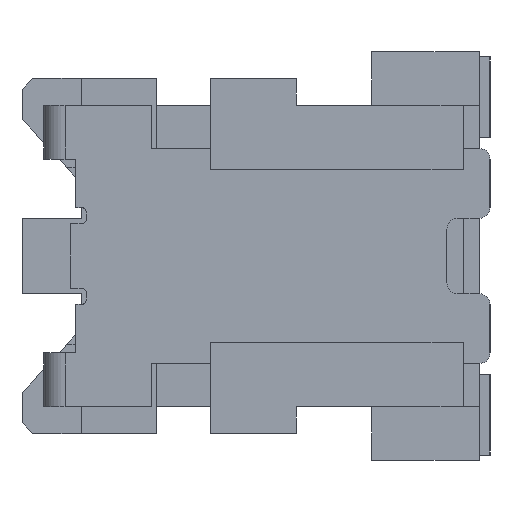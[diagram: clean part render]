
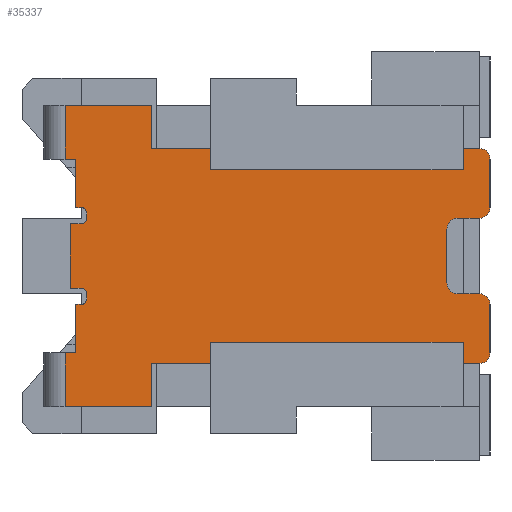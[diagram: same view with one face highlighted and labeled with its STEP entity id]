
A CAD part, left-side view. The second image highlights one B-rep face of the part: STEP entity #35337.
In plain terms, the highlighted planar face has unit normal (-1, 0, 0).
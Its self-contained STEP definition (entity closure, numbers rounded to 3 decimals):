
#784=CIRCLE('',#37227,0.1);
#786=CIRCLE('',#37231,0.1);
#789=CIRCLE('',#37236,0.1);
#797=CIRCLE('',#37246,0.1);
#802=CIRCLE('',#37265,0.05);
#803=CIRCLE('',#37268,0.05);
#804=CIRCLE('',#37273,0.05);
#805=CIRCLE('',#37276,0.05);
#810=CIRCLE('',#37291,0.1);
#811=CIRCLE('',#37294,0.1);
#2544=FACE_OUTER_BOUND('',#4461,.T.);
#4461=EDGE_LOOP('',(#31693,#31694,#31695,#31696,#31697,#31698,#31699,#31700,
#31701,#31702,#31703,#31704,#31705,#31706,#31707,#31708,#31709,#31710,#31711,
#31712,#31713,#31714,#31715,#31716,#31717,#31718,#31719,#31720,#31721,#31722,
#31723,#31724,#31725,#31726));
#9033=LINE('',#55471,#13749);
#9037=LINE('',#55483,#13753);
#9063=LINE('',#55555,#13779);
#9065=LINE('',#55559,#13781);
#9070=LINE('',#55572,#13786);
#9071=LINE('',#55575,#13787);
#9087=LINE('',#55613,#13803);
#9089=LINE('',#55617,#13805);
#9092=LINE('',#55622,#13808);
#9095=LINE('',#55630,#13811);
#9097=LINE('',#55637,#13813);
#9099=LINE('',#55641,#13815);
#9102=LINE('',#55646,#13818);
#9104=LINE('',#55653,#13820);
#9107=LINE('',#55661,#13823);
#9109=LINE('',#55665,#13825);
#9112=LINE('',#55672,#13828);
#9113=LINE('',#55675,#13829);
#9114=LINE('',#55679,#13830);
#9117=LINE('',#55687,#13833);
#9120=LINE('',#55692,#13836);
#9122=LINE('',#55698,#13838);
#9123=LINE('',#55701,#13839);
#9124=LINE('',#55704,#13840);
#13749=VECTOR('',#45554,0.5);
#13753=VECTOR('',#45566,0.2);
#13779=VECTOR('',#45620,3.05);
#13781=VECTOR('',#45624,0.4);
#13786=VECTOR('',#45635,0.8);
#13787=VECTOR('',#45638,0.5);
#13803=VECTOR('',#45672,0.1);
#13805=VECTOR('',#45676,0.45);
#13808=VECTOR('',#45681,0.05);
#13811=VECTOR('',#45690,0.05);
#13813=VECTOR('',#45698,0.1);
#13815=VECTOR('',#45702,0.6);
#13818=VECTOR('',#45707,0.1);
#13820=VECTOR('',#45715,0.05);
#13823=VECTOR('',#45724,0.05);
#13825=VECTOR('',#45728,0.45);
#13828=VECTOR('',#45737,0.1);
#13829=VECTOR('',#45740,0.5);
#13830=VECTOR('',#45745,0.8);
#13833=VECTOR('',#45756,0.4);
#13836=VECTOR('',#45761,3.05);
#13838=VECTOR('',#45769,0.45);
#13839=VECTOR('',#45772,0.45);
#13840=VECTOR('',#45775,0.2);
#17031=VERTEX_POINT('',#55460);
#17032=VERTEX_POINT('',#55462);
#17035=VERTEX_POINT('',#55469);
#17037=VERTEX_POINT('',#55475);
#17038=VERTEX_POINT('',#55480);
#17041=VERTEX_POINT('',#55488);
#17069=VERTEX_POINT('',#55548);
#17070=VERTEX_POINT('',#55550);
#17071=VERTEX_POINT('',#55554);
#17072=VERTEX_POINT('',#55558);
#17073=VERTEX_POINT('',#55562);
#17078=VERTEX_POINT('',#55574);
#17091=VERTEX_POINT('',#55612);
#17092=VERTEX_POINT('',#55616);
#17093=VERTEX_POINT('',#55620);
#17094=VERTEX_POINT('',#55624);
#17095=VERTEX_POINT('',#55628);
#17096=VERTEX_POINT('',#55632);
#17097=VERTEX_POINT('',#55636);
#17098=VERTEX_POINT('',#55640);
#17099=VERTEX_POINT('',#55644);
#17100=VERTEX_POINT('',#55648);
#17101=VERTEX_POINT('',#55652);
#17102=VERTEX_POINT('',#55656);
#17103=VERTEX_POINT('',#55660);
#17104=VERTEX_POINT('',#55664);
#17105=VERTEX_POINT('',#55668);
#17106=VERTEX_POINT('',#55674);
#17107=VERTEX_POINT('',#55678);
#17108=VERTEX_POINT('',#55686);
#17109=VERTEX_POINT('',#55690);
#17110=VERTEX_POINT('',#55694);
#17111=VERTEX_POINT('',#55700);
#17112=VERTEX_POINT('',#55702);
#21878=EDGE_CURVE('',#17032,#17031,#784,.T.);
#21882=EDGE_CURVE('',#17031,#17035,#9033,.T.);
#21885=EDGE_CURVE('',#17035,#17037,#786,.T.);
#21888=EDGE_CURVE('',#17037,#17038,#9037,.T.);
#21892=EDGE_CURVE('',#17038,#17041,#789,.T.);
#21922=EDGE_CURVE('',#17070,#17069,#797,.T.);
#21924=EDGE_CURVE('',#17071,#17070,#9063,.T.);
#21926=EDGE_CURVE('',#17072,#17071,#9065,.T.);
#21933=EDGE_CURVE('',#17073,#17072,#9070,.T.);
#21934=EDGE_CURVE('',#17078,#17073,#9071,.T.);
#21952=EDGE_CURVE('',#17091,#17078,#9087,.T.);
#21954=EDGE_CURVE('',#17092,#17091,#9089,.T.);
#21957=EDGE_CURVE('',#17093,#17092,#9092,.T.);
#21958=EDGE_CURVE('',#17094,#17093,#802,.T.);
#21961=EDGE_CURVE('',#17095,#17094,#9095,.T.);
#21962=EDGE_CURVE('',#17096,#17095,#803,.T.);
#21964=EDGE_CURVE('',#17097,#17096,#9097,.T.);
#21966=EDGE_CURVE('',#17098,#17097,#9099,.T.);
#21969=EDGE_CURVE('',#17099,#17098,#9102,.T.);
#21970=EDGE_CURVE('',#17100,#17099,#804,.T.);
#21972=EDGE_CURVE('',#17101,#17100,#9104,.T.);
#21974=EDGE_CURVE('',#17102,#17101,#805,.T.);
#21976=EDGE_CURVE('',#17103,#17102,#9107,.T.);
#21978=EDGE_CURVE('',#17104,#17103,#9109,.T.);
#21983=EDGE_CURVE('',#17105,#17104,#9112,.T.);
#21984=EDGE_CURVE('',#17106,#17105,#9113,.T.);
#21986=EDGE_CURVE('',#17107,#17106,#9114,.T.);
#21990=EDGE_CURVE('',#17108,#17107,#9117,.T.);
#21993=EDGE_CURVE('',#17109,#17108,#9120,.T.);
#21994=EDGE_CURVE('',#17110,#17109,#810,.T.);
#21996=EDGE_CURVE('',#17041,#17110,#9122,.T.);
#21997=EDGE_CURVE('',#17069,#17111,#9123,.T.);
#21998=EDGE_CURVE('',#17111,#17112,#811,.T.);
#21999=EDGE_CURVE('',#17112,#17032,#9124,.T.);
#31693=ORIENTED_EDGE('',*,*,#21922,.T.);
#31694=ORIENTED_EDGE('',*,*,#21997,.T.);
#31695=ORIENTED_EDGE('',*,*,#21998,.T.);
#31696=ORIENTED_EDGE('',*,*,#21999,.T.);
#31697=ORIENTED_EDGE('',*,*,#21878,.T.);
#31698=ORIENTED_EDGE('',*,*,#21882,.T.);
#31699=ORIENTED_EDGE('',*,*,#21885,.T.);
#31700=ORIENTED_EDGE('',*,*,#21888,.T.);
#31701=ORIENTED_EDGE('',*,*,#21892,.T.);
#31702=ORIENTED_EDGE('',*,*,#21996,.T.);
#31703=ORIENTED_EDGE('',*,*,#21994,.T.);
#31704=ORIENTED_EDGE('',*,*,#21993,.T.);
#31705=ORIENTED_EDGE('',*,*,#21990,.T.);
#31706=ORIENTED_EDGE('',*,*,#21986,.T.);
#31707=ORIENTED_EDGE('',*,*,#21984,.T.);
#31708=ORIENTED_EDGE('',*,*,#21983,.T.);
#31709=ORIENTED_EDGE('',*,*,#21978,.T.);
#31710=ORIENTED_EDGE('',*,*,#21976,.T.);
#31711=ORIENTED_EDGE('',*,*,#21974,.T.);
#31712=ORIENTED_EDGE('',*,*,#21972,.T.);
#31713=ORIENTED_EDGE('',*,*,#21970,.T.);
#31714=ORIENTED_EDGE('',*,*,#21969,.T.);
#31715=ORIENTED_EDGE('',*,*,#21966,.T.);
#31716=ORIENTED_EDGE('',*,*,#21964,.T.);
#31717=ORIENTED_EDGE('',*,*,#21962,.T.);
#31718=ORIENTED_EDGE('',*,*,#21961,.T.);
#31719=ORIENTED_EDGE('',*,*,#21958,.T.);
#31720=ORIENTED_EDGE('',*,*,#21957,.T.);
#31721=ORIENTED_EDGE('',*,*,#21954,.T.);
#31722=ORIENTED_EDGE('',*,*,#21952,.T.);
#31723=ORIENTED_EDGE('',*,*,#21934,.T.);
#31724=ORIENTED_EDGE('',*,*,#21933,.T.);
#31725=ORIENTED_EDGE('',*,*,#21926,.T.);
#31726=ORIENTED_EDGE('',*,*,#21924,.T.);
#33598=PLANE('',#37293);
#35337=ADVANCED_FACE('',(#2544),#33598,.T.);
#37227=AXIS2_PLACEMENT_3D('',#55463,#45546,#45547);
#37231=AXIS2_PLACEMENT_3D('',#55477,#45559,#45560);
#37236=AXIS2_PLACEMENT_3D('',#55490,#45573,#45574);
#37246=AXIS2_PLACEMENT_3D('',#55551,#45615,#45616);
#37265=AXIS2_PLACEMENT_3D('',#55625,#45684,#45685);
#37268=AXIS2_PLACEMENT_3D('',#55633,#45693,#45694);
#37273=AXIS2_PLACEMENT_3D('',#55649,#45710,#45711);
#37276=AXIS2_PLACEMENT_3D('',#55657,#45719,#45720);
#37291=AXIS2_PLACEMENT_3D('',#55695,#45764,#45765);
#37293=AXIS2_PLACEMENT_3D('',#55699,#45770,#45771);
#37294=AXIS2_PLACEMENT_3D('',#55703,#45773,#45774);
#45546=DIRECTION('center_axis',(1.,0.,0.));
#45547=DIRECTION('ref_axis',(0.,0.,-1.));
#45554=DIRECTION('',(0.,0.,1.));
#45559=DIRECTION('center_axis',(1.,0.,0.));
#45560=DIRECTION('ref_axis',(0.,1.,0.));
#45566=DIRECTION('',(0.,-1.,0.));
#45573=DIRECTION('center_axis',(-1.,0.,0.));
#45574=DIRECTION('ref_axis',(0.,0.,-1.));
#45615=DIRECTION('center_axis',(-1.,0.,0.));
#45616=DIRECTION('ref_axis',(0.,0.,-1.));
#45620=DIRECTION('',(0.,-1.,0.));
#45624=DIRECTION('',(0.,0.,1.));
#45635=DIRECTION('',(0.,-1.,0.));
#45638=DIRECTION('',(0.,0.,-1.));
#45672=DIRECTION('',(0.,1.,0.));
#45676=DIRECTION('',(0.,0.,-1.));
#45681=DIRECTION('',(0.,1.,0.));
#45684=DIRECTION('center_axis',(1.,0.,0.));
#45685=DIRECTION('ref_axis',(0.,-1.,0.));
#45690=DIRECTION('',(0.,0.,-1.));
#45693=DIRECTION('center_axis',(1.,0.,0.));
#45694=DIRECTION('ref_axis',(0.,0.,1.));
#45698=DIRECTION('',(0.,-1.,0.));
#45702=DIRECTION('',(0.,0.,-1.));
#45707=DIRECTION('',(0.,1.,0.));
#45710=DIRECTION('center_axis',(1.,0.,0.));
#45711=DIRECTION('ref_axis',(0.,-1.,0.));
#45715=DIRECTION('',(0.,0.,-1.));
#45719=DIRECTION('center_axis',(1.,0.,0.));
#45720=DIRECTION('ref_axis',(0.,0.,1.));
#45724=DIRECTION('',(0.,-1.,0.));
#45728=DIRECTION('',(0.,0.,-1.));
#45737=DIRECTION('',(0.,-1.,0.));
#45740=DIRECTION('',(0.,0.,-1.));
#45745=DIRECTION('',(0.,1.,0.));
#45756=DIRECTION('',(0.,0.,1.));
#45761=DIRECTION('',(0.,1.,0.));
#45764=DIRECTION('center_axis',(-1.,0.,0.));
#45765=DIRECTION('ref_axis',(0.,-1.,0.));
#45769=DIRECTION('',(0.,0.,1.));
#45770=DIRECTION('center_axis',(-1.,0.,0.));
#45771=DIRECTION('ref_axis',(0.,0.,1.));
#45772=DIRECTION('',(0.,0.,1.));
#45773=DIRECTION('center_axis',(-1.,0.,0.));
#45774=DIRECTION('ref_axis',(0.,-1.,0.));
#45775=DIRECTION('',(0.,1.,0.));
#55460=CARTESIAN_POINT('',(-6.3,-0.85,-0.25));
#55462=CARTESIAN_POINT('',(-6.3,-0.95,-0.35));
#55463=CARTESIAN_POINT('Origin',(-6.3,-0.95,-0.25));
#55469=CARTESIAN_POINT('',(-6.3,-0.85,0.25));
#55471=CARTESIAN_POINT('',(-6.3,-0.85,-0.25));
#55475=CARTESIAN_POINT('',(-6.3,-0.95,0.35));
#55477=CARTESIAN_POINT('Origin',(-6.3,-0.95,0.25));
#55480=CARTESIAN_POINT('',(-6.3,-1.15,0.35));
#55483=CARTESIAN_POINT('',(-6.3,-0.95,0.35));
#55488=CARTESIAN_POINT('',(-6.3,-1.25,0.45));
#55490=CARTESIAN_POINT('Origin',(-6.3,-1.15,0.45));
#55548=CARTESIAN_POINT('',(-6.3,-1.25,-0.9));
#55550=CARTESIAN_POINT('',(-6.3,-1.15,-1.));
#55551=CARTESIAN_POINT('Origin',(-6.3,-1.15,-0.9));
#55554=CARTESIAN_POINT('',(-6.3,1.9,-1.));
#55555=CARTESIAN_POINT('',(-6.3,1.9,-1.));
#55558=CARTESIAN_POINT('',(-6.3,1.9,-1.4));
#55559=CARTESIAN_POINT('',(-6.3,1.9,-1.4));
#55562=CARTESIAN_POINT('',(-6.3,2.7,-1.4));
#55572=CARTESIAN_POINT('',(-6.3,2.7,-1.4));
#55574=CARTESIAN_POINT('',(-6.3,2.7,-0.9));
#55575=CARTESIAN_POINT('',(-6.3,2.7,-0.9));
#55612=CARTESIAN_POINT('',(-6.3,2.6,-0.9));
#55613=CARTESIAN_POINT('',(-6.3,2.6,-0.9));
#55616=CARTESIAN_POINT('',(-6.3,2.6,-0.45));
#55617=CARTESIAN_POINT('',(-6.3,2.6,-0.45));
#55620=CARTESIAN_POINT('',(-6.3,2.55,-0.45));
#55622=CARTESIAN_POINT('',(-6.3,2.55,-0.45));
#55624=CARTESIAN_POINT('',(-6.3,2.5,-0.4));
#55625=CARTESIAN_POINT('Origin',(-6.3,2.55,-0.4));
#55628=CARTESIAN_POINT('',(-6.3,2.5,-0.35));
#55630=CARTESIAN_POINT('',(-6.3,2.5,-0.35));
#55632=CARTESIAN_POINT('',(-6.3,2.55,-0.3));
#55633=CARTESIAN_POINT('Origin',(-6.3,2.55,-0.35));
#55636=CARTESIAN_POINT('',(-6.3,2.65,-0.3));
#55637=CARTESIAN_POINT('',(-6.3,2.65,-0.3));
#55640=CARTESIAN_POINT('',(-6.3,2.65,0.3));
#55641=CARTESIAN_POINT('',(-6.3,2.65,0.3));
#55644=CARTESIAN_POINT('',(-6.3,2.55,0.3));
#55646=CARTESIAN_POINT('',(-6.3,2.55,0.3));
#55648=CARTESIAN_POINT('',(-6.3,2.5,0.35));
#55649=CARTESIAN_POINT('Origin',(-6.3,2.55,0.35));
#55652=CARTESIAN_POINT('',(-6.3,2.5,0.4));
#55653=CARTESIAN_POINT('',(-6.3,2.5,0.4));
#55656=CARTESIAN_POINT('',(-6.3,2.55,0.45));
#55657=CARTESIAN_POINT('Origin',(-6.3,2.55,0.4));
#55660=CARTESIAN_POINT('',(-6.3,2.6,0.45));
#55661=CARTESIAN_POINT('',(-6.3,2.6,0.45));
#55664=CARTESIAN_POINT('',(-6.3,2.6,0.9));
#55665=CARTESIAN_POINT('',(-6.3,2.6,0.9));
#55668=CARTESIAN_POINT('',(-6.3,2.7,0.9));
#55672=CARTESIAN_POINT('',(-6.3,2.7,0.9));
#55674=CARTESIAN_POINT('',(-6.3,2.7,1.4));
#55675=CARTESIAN_POINT('',(-6.3,2.7,1.4));
#55678=CARTESIAN_POINT('',(-6.3,1.9,1.4));
#55679=CARTESIAN_POINT('',(-6.3,1.9,1.4));
#55686=CARTESIAN_POINT('',(-6.3,1.9,1.));
#55687=CARTESIAN_POINT('',(-6.3,1.9,1.));
#55690=CARTESIAN_POINT('',(-6.3,-1.15,1.));
#55692=CARTESIAN_POINT('',(-6.3,-1.15,1.));
#55694=CARTESIAN_POINT('',(-6.3,-1.25,0.9));
#55695=CARTESIAN_POINT('Origin',(-6.3,-1.15,0.9));
#55698=CARTESIAN_POINT('',(-6.3,-1.25,0.45));
#55699=CARTESIAN_POINT('Origin',(-6.3,-1.15,0.));
#55700=CARTESIAN_POINT('',(-6.3,-1.25,-0.45));
#55701=CARTESIAN_POINT('',(-6.3,-1.25,-0.9));
#55702=CARTESIAN_POINT('',(-6.3,-1.15,-0.35));
#55703=CARTESIAN_POINT('Origin',(-6.3,-1.15,-0.45));
#55704=CARTESIAN_POINT('',(-6.3,-1.15,-0.35));
